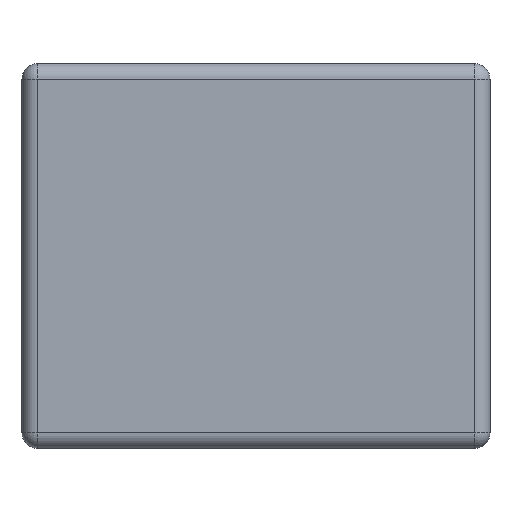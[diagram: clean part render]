
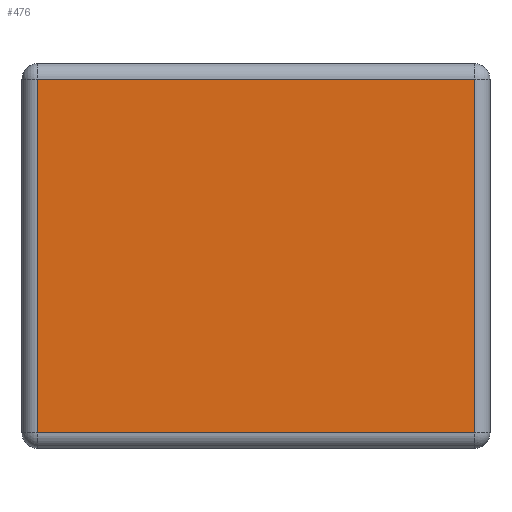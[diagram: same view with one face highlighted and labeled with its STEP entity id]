
A CAD part, left-side view. The second image highlights one B-rep face of the part: STEP entity #476.
In plain terms, the highlighted planar face has unit normal (-1, 0, 0).
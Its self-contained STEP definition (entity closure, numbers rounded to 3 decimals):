
#76 = CARTESIAN_POINT ( 'NONE',  ( -1.005, 0.05, -0.575 ) ) ;
#103 = CARTESIAN_POINT ( 'NONE',  ( -1.005, 1.52, 0.575 ) ) ;
#108 = VERTEX_POINT ( 'NONE', #76 ) ;
#167 = VERTEX_POINT ( 'NONE', #972 ) ;
#201 = DIRECTION ( 'NONE',  ( 0., 1., 0. ) ) ;
#207 = EDGE_CURVE ( 'NONE', #895, #108, #749, .T. ) ;
#222 = ORIENTED_EDGE ( 'NONE', *, *, #865, .T. ) ;
#281 = CARTESIAN_POINT ( 'NONE',  ( -1.005, 0.05, 0.575 ) ) ;
#289 = ORIENTED_EDGE ( 'NONE', *, *, #894, .T. ) ;
#372 = FACE_OUTER_BOUND ( 'NONE', #428, .T. ) ;
#413 = DIRECTION ( 'NONE',  ( 1., 0., 0. ) ) ;
#428 = EDGE_LOOP ( 'NONE', ( #222, #526, #1239, #289 ) ) ;
#460 = DIRECTION ( 'NONE',  ( 0., 0., -1. ) ) ;
#464 = VERTEX_POINT ( 'NONE', #281 ) ;
#469 = VECTOR ( 'NONE', #201, 1000. ) ;
#476 = ADVANCED_FACE ( 'NONE', ( #372 ), #591, .F. ) ;
#526 = ORIENTED_EDGE ( 'NONE', *, *, #207, .T. ) ;
#531 = CARTESIAN_POINT ( 'NONE',  ( -1.005, 0.05, -0.625 ) ) ;
#591 = PLANE ( 'NONE',  #770 ) ;
#626 = DIRECTION ( 'NONE',  ( 0., -1., 0. ) ) ;
#627 = DIRECTION ( 'NONE',  ( 0., 0., 1. ) ) ;
#663 = CARTESIAN_POINT ( 'NONE',  ( -1.005, 1.47, -0.625 ) ) ;
#674 = VECTOR ( 'NONE', #626, 1000. ) ;
#704 = VECTOR ( 'NONE', #627, 1000. ) ;
#707 = EDGE_CURVE ( 'NONE', #108, #464, #1077, .T. ) ;
#749 = LINE ( 'NONE', #817, #674 ) ;
#770 = AXIS2_PLACEMENT_3D ( 'NONE', #1168, #413, #989 ) ;
#817 = CARTESIAN_POINT ( 'NONE',  ( -1.005, 1.52, -0.575 ) ) ;
#865 = EDGE_CURVE ( 'NONE', #167, #895, #911, .T. ) ;
#894 = EDGE_CURVE ( 'NONE', #464, #167, #1144, .T. ) ;
#895 = VERTEX_POINT ( 'NONE', #1085 ) ;
#911 = LINE ( 'NONE', #663, #1245 ) ;
#972 = CARTESIAN_POINT ( 'NONE',  ( -1.005, 1.47, 0.575 ) ) ;
#989 = DIRECTION ( 'NONE',  ( 0., 0., -1. ) ) ;
#1077 = LINE ( 'NONE', #531, #704 ) ;
#1085 = CARTESIAN_POINT ( 'NONE',  ( -1.005, 1.47, -0.575 ) ) ;
#1144 = LINE ( 'NONE', #103, #469 ) ;
#1168 = CARTESIAN_POINT ( 'NONE',  ( -1.005, 1.52, -0.625 ) ) ;
#1239 = ORIENTED_EDGE ( 'NONE', *, *, #707, .T. ) ;
#1245 = VECTOR ( 'NONE', #460, 1000. ) ;
